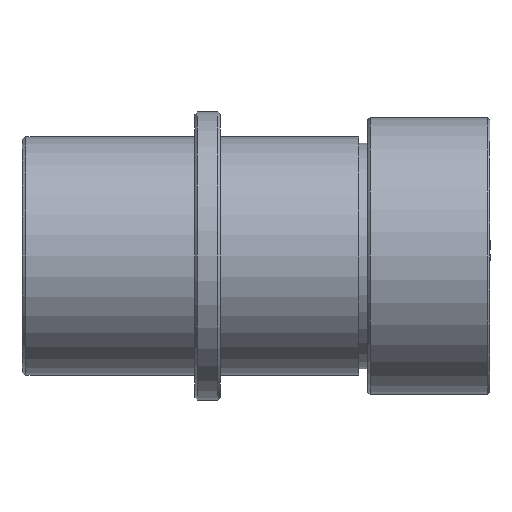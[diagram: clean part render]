
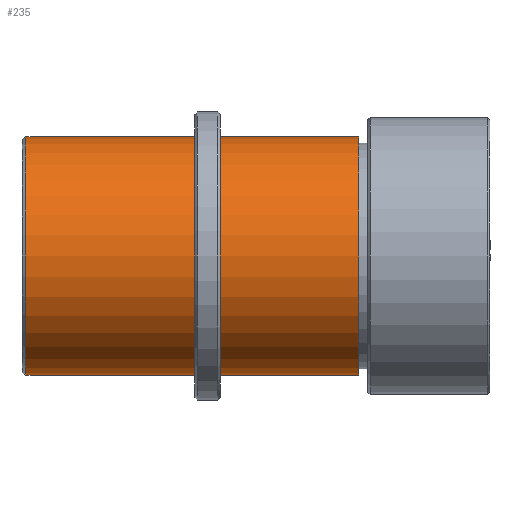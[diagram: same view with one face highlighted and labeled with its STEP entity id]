
A CAD part, front view. The second image highlights one B-rep face of the part: STEP entity #235.
In plain terms, the highlighted cylindrical face has radius 13.145 mm (diameter 26.289 mm), a partial arc.
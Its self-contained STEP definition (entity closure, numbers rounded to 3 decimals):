
#235 = ADVANCED_FACE ( 'NONE', ( #5704 ), #14018, .T. ) ;
#633 = VECTOR ( 'NONE', #11673, 1000. ) ;
#938 = EDGE_LOOP ( 'NONE', ( #4914, #16215, #5735, #13598 ) ) ;
#1180 = CIRCLE ( 'NONE', #13621, 13.144 ) ;
#1942 = CARTESIAN_POINT ( 'NONE',  ( -51.122, 0., -13.144 ) ) ;
#2841 = CARTESIAN_POINT ( 'NONE',  ( -14.478, 0., -13.144 ) ) ;
#3153 = DIRECTION ( 'NONE',  ( 0., 0., -1. ) ) ;
#3618 = CARTESIAN_POINT ( 'NONE',  ( -14.478, 0., 0. ) ) ;
#4648 = AXIS2_PLACEMENT_3D ( 'NONE', #12468, #6272, #3153 ) ;
#4914 = ORIENTED_EDGE ( 'NONE', *, *, #13957, .F. ) ;
#4943 = DIRECTION ( 'NONE',  ( 0., 0., -1. ) ) ;
#5251 = CARTESIAN_POINT ( 'NONE',  ( 0., 0., 13.144 ) ) ;
#5704 = FACE_OUTER_BOUND ( 'NONE', #938, .T. ) ;
#5735 = ORIENTED_EDGE ( 'NONE', *, *, #6027, .T. ) ;
#5978 = DIRECTION ( 'NONE',  ( 1., 0., 0. ) ) ;
#6027 = EDGE_CURVE ( 'NONE', #14195, #12070, #13505, .T. ) ;
#6272 = DIRECTION ( 'NONE',  ( 1., 0., 0. ) ) ;
#7391 = EDGE_CURVE ( 'NONE', #14285, #12070, #9096, .T. ) ;
#8189 = VERTEX_POINT ( 'NONE', #13502 ) ;
#9096 = CIRCLE ( 'NONE', #15438, 13.144 ) ;
#9276 = CARTESIAN_POINT ( 'NONE',  ( 0., 0., -13.144 ) ) ;
#10059 = VECTOR ( 'NONE', #13189, 1000. ) ;
#10524 = LINE ( 'NONE', #5251, #633 ) ;
#11673 = DIRECTION ( 'NONE',  ( 1., 0., 0. ) ) ;
#12070 = VERTEX_POINT ( 'NONE', #2841 ) ;
#12468 = CARTESIAN_POINT ( 'NONE',  ( 0., 0., 0. ) ) ;
#12727 = DIRECTION ( 'NONE',  ( 1., 0., 0. ) ) ;
#13189 = DIRECTION ( 'NONE',  ( 1., 0., 0. ) ) ;
#13502 = CARTESIAN_POINT ( 'NONE',  ( -51.122, 0., 13.144 ) ) ;
#13505 = LINE ( 'NONE', #9276, #10059 ) ;
#13598 = ORIENTED_EDGE ( 'NONE', *, *, #7391, .F. ) ;
#13621 = AXIS2_PLACEMENT_3D ( 'NONE', #13738, #5978, #15038 ) ;
#13639 = CARTESIAN_POINT ( 'NONE',  ( -14.478, 0., 13.144 ) ) ;
#13738 = CARTESIAN_POINT ( 'NONE',  ( -51.122, 0., 0. ) ) ;
#13957 = EDGE_CURVE ( 'NONE', #8189, #14285, #10524, .T. ) ;
#14018 = CYLINDRICAL_SURFACE ( 'NONE', #4648, 13.144 ) ;
#14195 = VERTEX_POINT ( 'NONE', #1942 ) ;
#14285 = VERTEX_POINT ( 'NONE', #13639 ) ;
#15038 = DIRECTION ( 'NONE',  ( 0., 0., 1. ) ) ;
#15438 = AXIS2_PLACEMENT_3D ( 'NONE', #3618, #12727, #4943 ) ;
#15528 = EDGE_CURVE ( 'NONE', #8189, #14195, #1180, .T. ) ;
#16215 = ORIENTED_EDGE ( 'NONE', *, *, #15528, .T. ) ;
